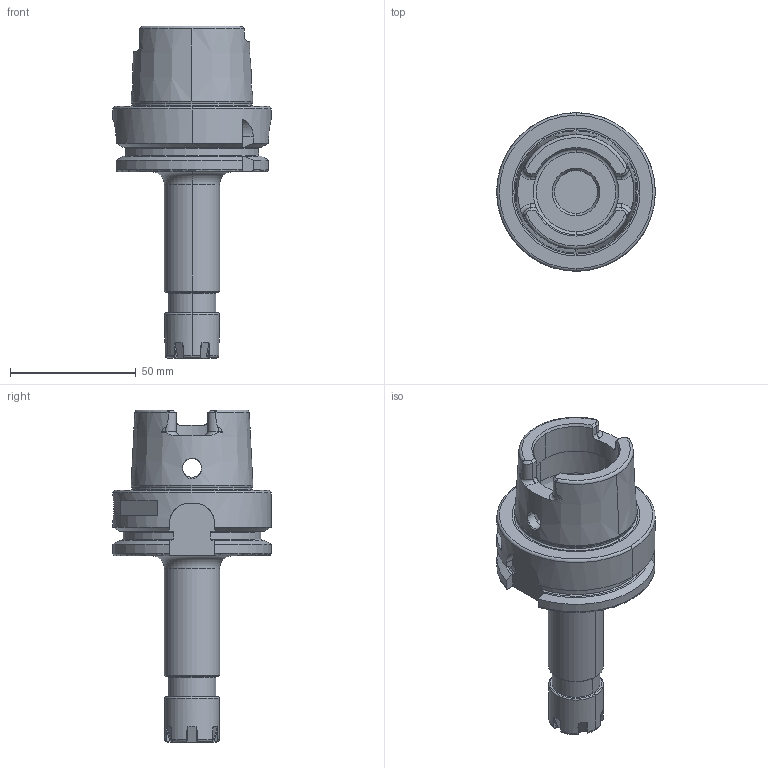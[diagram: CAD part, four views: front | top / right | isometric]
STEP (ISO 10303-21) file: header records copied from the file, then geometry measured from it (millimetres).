
FILE_DESCRIPTION((''),'2;1');
FILE_NAME('A63_02_07_10_1','2020-04-10T',('103090'),(''),'CREO PARAMETRIC BY PTC INC, 2015290','CREO PARAMETRIC BY PTC INC, 2015290','');
FILE_SCHEMA(('CONFIG_CONTROL_DESIGN'));
Length unit declared in the file: millimetre
Products named in the file (1): A63_02_07_10_1
Bounding box: 63 x 63 x 132 mm (x, y, z)
Volume: 99709.7 mm3; surface area: 30273.9 mm2
Topology: 1 solids, 1 shells, 236 faces, 606 edges, 379 vertices
Faces by surface type: plane 74, cylinder 69, torus 51, cone 38, bspline 4
Entity records: 8342 total; most frequent: CARTESIAN_POINT 2665, ORIENTED_EDGE 1208, DIRECTION 1177, EDGE_CURVE 604, AXIS2_PLACEMENT_3D 484, VERTEX_POINT 379, EDGE_LOOP 249, CIRCLE 249
